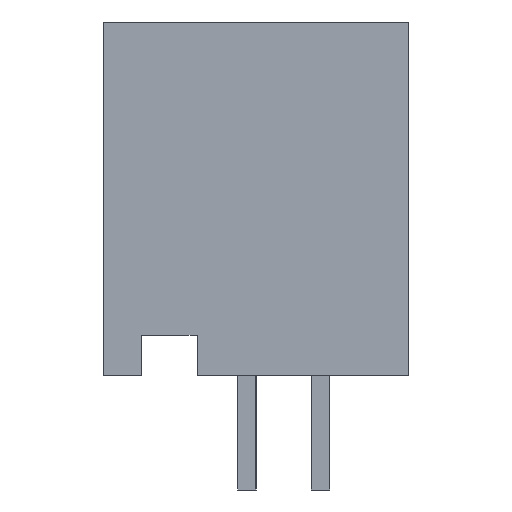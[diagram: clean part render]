
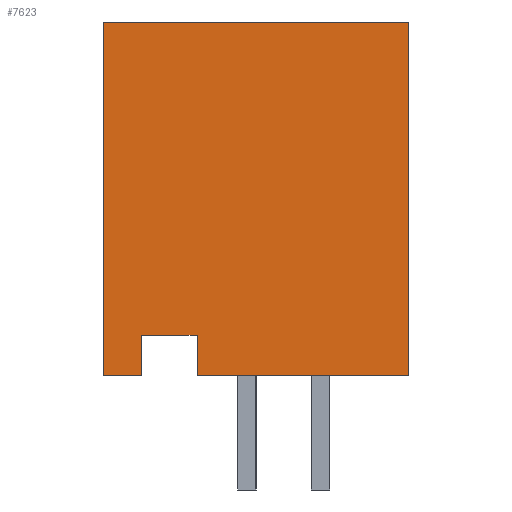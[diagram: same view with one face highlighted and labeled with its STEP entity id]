
A CAD part, left-side view. The second image highlights one B-rep face of the part: STEP entity #7623.
In plain terms, the highlighted planar face has unit normal (-1, 0, 0).
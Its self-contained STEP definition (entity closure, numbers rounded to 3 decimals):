
#616 = PLANE('',#617);
#617 = AXIS2_PLACEMENT_3D('',#618,#619,#620);
#618 = CARTESIAN_POINT('',(-2.,3.9,9.6));
#619 = DIRECTION('',(0.,-1.,0.));
#620 = DIRECTION('',(0.,0.,1.));
#780 = PLANE('',#781);
#781 = AXIS2_PLACEMENT_3D('',#782,#783,#784);
#782 = CARTESIAN_POINT('',(-2.,1.35,0.));
#783 = DIRECTION('',(0.,0.,1.));
#784 = DIRECTION('',(0.,1.,0.));
#1945 = VERTEX_POINT('',#1946);
#1946 = CARTESIAN_POINT('',(-2.,-4.4,0.));
#1960 = PLANE('',#1961);
#1961 = AXIS2_PLACEMENT_3D('',#1962,#1963,#1964);
#1962 = CARTESIAN_POINT('',(-2.,-4.4,9.6));
#1963 = DIRECTION('',(0.,1.,0.));
#1964 = DIRECTION('',(-1.,0.,0.));
#1972 = EDGE_CURVE('',#1973,#1945,#1975,.T.);
#1973 = VERTEX_POINT('',#1974);
#1974 = CARTESIAN_POINT('',(-2.,1.35,0.));
#1975 = SURFACE_CURVE('',#1976,(#1980,#1987),.PCURVE_S1.);
#1976 = LINE('',#1977,#1978);
#1977 = CARTESIAN_POINT('',(-2.,1.35,0.));
#1978 = VECTOR('',#1979,1.);
#1979 = DIRECTION('',(0.,-1.,0.));
#1980 = PCURVE('',#780,#1981);
#1981 = DEFINITIONAL_REPRESENTATION('',(#1982),#1986);
#1982 = LINE('',#1983,#1984);
#1983 = CARTESIAN_POINT('',(0.,0.));
#1984 = VECTOR('',#1985,1.);
#1985 = DIRECTION('',(-1.,0.));
#1986 = ( GEOMETRIC_REPRESENTATION_CONTEXT(2) 
PARAMETRIC_REPRESENTATION_CONTEXT() REPRESENTATION_CONTEXT('2D SPACE',''
  ) );
#1987 = PCURVE('',#1988,#1993);
#1988 = PLANE('',#1989);
#1989 = AXIS2_PLACEMENT_3D('',#1990,#1991,#1992);
#1990 = CARTESIAN_POINT('',(-2.,3.9,9.6));
#1991 = DIRECTION('',(-1.,0.,0.));
#1992 = DIRECTION('',(0.,-1.,0.));
#1993 = DEFINITIONAL_REPRESENTATION('',(#1994),#1998);
#1994 = LINE('',#1995,#1996);
#1995 = CARTESIAN_POINT('',(2.55,-9.6));
#1996 = VECTOR('',#1997,1.);
#1997 = DIRECTION('',(1.,0.));
#1998 = ( GEOMETRIC_REPRESENTATION_CONTEXT(2) 
PARAMETRIC_REPRESENTATION_CONTEXT() REPRESENTATION_CONTEXT('2D SPACE',''
  ) );
#2014 = PLANE('',#2015);
#2015 = AXIS2_PLACEMENT_3D('',#2016,#2017,#2018);
#2016 = CARTESIAN_POINT('',(-2.,1.35,0.));
#2017 = DIRECTION('',(0.,-1.,0.));
#2018 = DIRECTION('',(1.,0.,0.));
#5959 = PLANE('',#5960);
#5960 = AXIS2_PLACEMENT_3D('',#5961,#5962,#5963);
#5961 = CARTESIAN_POINT('',(-2.,3.9,9.6));
#5962 = DIRECTION('',(0.,0.,-1.));
#5963 = DIRECTION('',(0.,-1.,0.));
#6007 = VERTEX_POINT('',#6008);
#6008 = CARTESIAN_POINT('',(-2.,3.9,9.6));
#6029 = EDGE_CURVE('',#6030,#6007,#6032,.T.);
#6030 = VERTEX_POINT('',#6031);
#6031 = CARTESIAN_POINT('',(-2.,-4.4,9.6));
#6032 = SURFACE_CURVE('',#6033,(#6037,#6044),.PCURVE_S1.);
#6033 = LINE('',#6034,#6035);
#6034 = CARTESIAN_POINT('',(-2.,3.9,9.6));
#6035 = VECTOR('',#6036,1.);
#6036 = DIRECTION('',(0.,1.,0.));
#6037 = PCURVE('',#5959,#6038);
#6038 = DEFINITIONAL_REPRESENTATION('',(#6039),#6043);
#6039 = LINE('',#6040,#6041);
#6040 = CARTESIAN_POINT('',(0.,0.));
#6041 = VECTOR('',#6042,1.);
#6042 = DIRECTION('',(-1.,0.));
#6043 = ( GEOMETRIC_REPRESENTATION_CONTEXT(2) 
PARAMETRIC_REPRESENTATION_CONTEXT() REPRESENTATION_CONTEXT('2D SPACE',''
  ) );
#6044 = PCURVE('',#1988,#6045);
#6045 = DEFINITIONAL_REPRESENTATION('',(#6046),#6050);
#6046 = LINE('',#6047,#6048);
#6047 = CARTESIAN_POINT('',(0.,0.));
#6048 = VECTOR('',#6049,1.);
#6049 = DIRECTION('',(-1.,0.));
#6050 = ( GEOMETRIC_REPRESENTATION_CONTEXT(2) 
PARAMETRIC_REPRESENTATION_CONTEXT() REPRESENTATION_CONTEXT('2D SPACE',''
  ) );
#7008 = VERTEX_POINT('',#7009);
#7009 = CARTESIAN_POINT('',(-2.,3.9,0.));
#7023 = PLANE('',#7024);
#7024 = AXIS2_PLACEMENT_3D('',#7025,#7026,#7027);
#7025 = CARTESIAN_POINT('',(-2.,3.9,0.));
#7026 = DIRECTION('',(0.,0.,1.));
#7027 = DIRECTION('',(0.,1.,0.));
#7035 = EDGE_CURVE('',#6007,#7008,#7036,.T.);
#7036 = SURFACE_CURVE('',#7037,(#7041,#7048),.PCURVE_S1.);
#7037 = LINE('',#7038,#7039);
#7038 = CARTESIAN_POINT('',(-2.,3.9,9.6));
#7039 = VECTOR('',#7040,1.);
#7040 = DIRECTION('',(0.,0.,-1.));
#7041 = PCURVE('',#616,#7042);
#7042 = DEFINITIONAL_REPRESENTATION('',(#7043),#7047);
#7043 = LINE('',#7044,#7045);
#7044 = CARTESIAN_POINT('',(0.,0.));
#7045 = VECTOR('',#7046,1.);
#7046 = DIRECTION('',(-1.,0.));
#7047 = ( GEOMETRIC_REPRESENTATION_CONTEXT(2) 
PARAMETRIC_REPRESENTATION_CONTEXT() REPRESENTATION_CONTEXT('2D SPACE',''
  ) );
#7048 = PCURVE('',#1988,#7049);
#7049 = DEFINITIONAL_REPRESENTATION('',(#7050),#7054);
#7050 = LINE('',#7051,#7052);
#7051 = CARTESIAN_POINT('',(0.,0.));
#7052 = VECTOR('',#7053,1.);
#7053 = DIRECTION('',(0.,-1.));
#7054 = ( GEOMETRIC_REPRESENTATION_CONTEXT(2) 
PARAMETRIC_REPRESENTATION_CONTEXT() REPRESENTATION_CONTEXT('2D SPACE',''
  ) );
#7105 = VERTEX_POINT('',#7106);
#7106 = CARTESIAN_POINT('',(-2.,2.85,0.));
#7120 = PLANE('',#7121);
#7121 = AXIS2_PLACEMENT_3D('',#7122,#7123,#7124);
#7122 = CARTESIAN_POINT('',(-2.,2.85,0.));
#7123 = DIRECTION('',(0.,1.,0.));
#7124 = DIRECTION('',(-1.,0.,0.));
#7132 = EDGE_CURVE('',#7008,#7105,#7133,.T.);
#7133 = SURFACE_CURVE('',#7134,(#7138,#7145),.PCURVE_S1.);
#7134 = LINE('',#7135,#7136);
#7135 = CARTESIAN_POINT('',(-2.,3.9,0.));
#7136 = VECTOR('',#7137,1.);
#7137 = DIRECTION('',(0.,-1.,0.));
#7138 = PCURVE('',#7023,#7139);
#7139 = DEFINITIONAL_REPRESENTATION('',(#7140),#7144);
#7140 = LINE('',#7141,#7142);
#7141 = CARTESIAN_POINT('',(0.,0.));
#7142 = VECTOR('',#7143,1.);
#7143 = DIRECTION('',(-1.,0.));
#7144 = ( GEOMETRIC_REPRESENTATION_CONTEXT(2) 
PARAMETRIC_REPRESENTATION_CONTEXT() REPRESENTATION_CONTEXT('2D SPACE',''
  ) );
#7145 = PCURVE('',#1988,#7146);
#7146 = DEFINITIONAL_REPRESENTATION('',(#7147),#7151);
#7147 = LINE('',#7148,#7149);
#7148 = CARTESIAN_POINT('',(0.,-9.6));
#7149 = VECTOR('',#7150,1.);
#7150 = DIRECTION('',(1.,0.));
#7151 = ( GEOMETRIC_REPRESENTATION_CONTEXT(2) 
PARAMETRIC_REPRESENTATION_CONTEXT() REPRESENTATION_CONTEXT('2D SPACE',''
  ) );
#7181 = VERTEX_POINT('',#7182);
#7182 = CARTESIAN_POINT('',(-2.,2.85,1.1));
#7196 = PLANE('',#7197);
#7197 = AXIS2_PLACEMENT_3D('',#7198,#7199,#7200);
#7198 = CARTESIAN_POINT('',(-2.,2.85,1.1));
#7199 = DIRECTION('',(0.,0.,1.));
#7200 = DIRECTION('',(0.,1.,0.));
#7208 = EDGE_CURVE('',#7105,#7181,#7209,.T.);
#7209 = SURFACE_CURVE('',#7210,(#7214,#7221),.PCURVE_S1.);
#7210 = LINE('',#7211,#7212);
#7211 = CARTESIAN_POINT('',(-2.,2.85,0.));
#7212 = VECTOR('',#7213,1.);
#7213 = DIRECTION('',(0.,0.,1.));
#7214 = PCURVE('',#7120,#7215);
#7215 = DEFINITIONAL_REPRESENTATION('',(#7216),#7220);
#7216 = LINE('',#7217,#7218);
#7217 = CARTESIAN_POINT('',(0.,0.));
#7218 = VECTOR('',#7219,1.);
#7219 = DIRECTION('',(0.,1.));
#7220 = ( GEOMETRIC_REPRESENTATION_CONTEXT(2) 
PARAMETRIC_REPRESENTATION_CONTEXT() REPRESENTATION_CONTEXT('2D SPACE',''
  ) );
#7221 = PCURVE('',#1988,#7222);
#7222 = DEFINITIONAL_REPRESENTATION('',(#7223),#7227);
#7223 = LINE('',#7224,#7225);
#7224 = CARTESIAN_POINT('',(1.05,-9.6));
#7225 = VECTOR('',#7226,1.);
#7226 = DIRECTION('',(0.,1.));
#7227 = ( GEOMETRIC_REPRESENTATION_CONTEXT(2) 
PARAMETRIC_REPRESENTATION_CONTEXT() REPRESENTATION_CONTEXT('2D SPACE',''
  ) );
#7257 = VERTEX_POINT('',#7258);
#7258 = CARTESIAN_POINT('',(-2.,1.35,1.1));
#7279 = EDGE_CURVE('',#7181,#7257,#7280,.T.);
#7280 = SURFACE_CURVE('',#7281,(#7285,#7292),.PCURVE_S1.);
#7281 = LINE('',#7282,#7283);
#7282 = CARTESIAN_POINT('',(-2.,2.85,1.1));
#7283 = VECTOR('',#7284,1.);
#7284 = DIRECTION('',(0.,-1.,0.));
#7285 = PCURVE('',#7196,#7286);
#7286 = DEFINITIONAL_REPRESENTATION('',(#7287),#7291);
#7287 = LINE('',#7288,#7289);
#7288 = CARTESIAN_POINT('',(0.,0.));
#7289 = VECTOR('',#7290,1.);
#7290 = DIRECTION('',(-1.,0.));
#7291 = ( GEOMETRIC_REPRESENTATION_CONTEXT(2) 
PARAMETRIC_REPRESENTATION_CONTEXT() REPRESENTATION_CONTEXT('2D SPACE',''
  ) );
#7292 = PCURVE('',#1988,#7293);
#7293 = DEFINITIONAL_REPRESENTATION('',(#7294),#7298);
#7294 = LINE('',#7295,#7296);
#7295 = CARTESIAN_POINT('',(1.05,-8.5));
#7296 = VECTOR('',#7297,1.);
#7297 = DIRECTION('',(1.,0.));
#7298 = ( GEOMETRIC_REPRESENTATION_CONTEXT(2) 
PARAMETRIC_REPRESENTATION_CONTEXT() REPRESENTATION_CONTEXT('2D SPACE',''
  ) );
#7326 = EDGE_CURVE('',#7257,#1973,#7327,.T.);
#7327 = SURFACE_CURVE('',#7328,(#7332,#7339),.PCURVE_S1.);
#7328 = LINE('',#7329,#7330);
#7329 = CARTESIAN_POINT('',(-2.,1.35,0.));
#7330 = VECTOR('',#7331,1.);
#7331 = DIRECTION('',(0.,0.,-1.));
#7332 = PCURVE('',#2014,#7333);
#7333 = DEFINITIONAL_REPRESENTATION('',(#7334),#7338);
#7334 = LINE('',#7335,#7336);
#7335 = CARTESIAN_POINT('',(0.,0.));
#7336 = VECTOR('',#7337,1.);
#7337 = DIRECTION('',(0.,-1.));
#7338 = ( GEOMETRIC_REPRESENTATION_CONTEXT(2) 
PARAMETRIC_REPRESENTATION_CONTEXT() REPRESENTATION_CONTEXT('2D SPACE',''
  ) );
#7339 = PCURVE('',#1988,#7340);
#7340 = DEFINITIONAL_REPRESENTATION('',(#7341),#7345);
#7341 = LINE('',#7342,#7343);
#7342 = CARTESIAN_POINT('',(2.55,-9.6));
#7343 = VECTOR('',#7344,1.);
#7344 = DIRECTION('',(0.,-1.));
#7345 = ( GEOMETRIC_REPRESENTATION_CONTEXT(2) 
PARAMETRIC_REPRESENTATION_CONTEXT() REPRESENTATION_CONTEXT('2D SPACE',''
  ) );
#7398 = EDGE_CURVE('',#1945,#6030,#7399,.T.);
#7399 = SURFACE_CURVE('',#7400,(#7404,#7411),.PCURVE_S1.);
#7400 = LINE('',#7401,#7402);
#7401 = CARTESIAN_POINT('',(-2.,-4.4,9.6));
#7402 = VECTOR('',#7403,1.);
#7403 = DIRECTION('',(0.,0.,1.));
#7404 = PCURVE('',#1960,#7405);
#7405 = DEFINITIONAL_REPRESENTATION('',(#7406),#7410);
#7406 = LINE('',#7407,#7408);
#7407 = CARTESIAN_POINT('',(0.,0.));
#7408 = VECTOR('',#7409,1.);
#7409 = DIRECTION('',(0.,1.));
#7410 = ( GEOMETRIC_REPRESENTATION_CONTEXT(2) 
PARAMETRIC_REPRESENTATION_CONTEXT() REPRESENTATION_CONTEXT('2D SPACE',''
  ) );
#7411 = PCURVE('',#1988,#7412);
#7412 = DEFINITIONAL_REPRESENTATION('',(#7413),#7417);
#7413 = LINE('',#7414,#7415);
#7414 = CARTESIAN_POINT('',(8.3,0.));
#7415 = VECTOR('',#7416,1.);
#7416 = DIRECTION('',(0.,1.));
#7417 = ( GEOMETRIC_REPRESENTATION_CONTEXT(2) 
PARAMETRIC_REPRESENTATION_CONTEXT() REPRESENTATION_CONTEXT('2D SPACE',''
  ) );
#7623 = ADVANCED_FACE('',(#7624),#1988,.T.);
#7624 = FACE_BOUND('',#7625,.T.);
#7625 = EDGE_LOOP('',(#7626,#7627,#7628,#7629,#7630,#7631,#7632,#7633));
#7626 = ORIENTED_EDGE('',*,*,#7035,.T.);
#7627 = ORIENTED_EDGE('',*,*,#7132,.T.);
#7628 = ORIENTED_EDGE('',*,*,#7208,.T.);
#7629 = ORIENTED_EDGE('',*,*,#7279,.T.);
#7630 = ORIENTED_EDGE('',*,*,#7326,.T.);
#7631 = ORIENTED_EDGE('',*,*,#1972,.T.);
#7632 = ORIENTED_EDGE('',*,*,#7398,.T.);
#7633 = ORIENTED_EDGE('',*,*,#6029,.T.);
